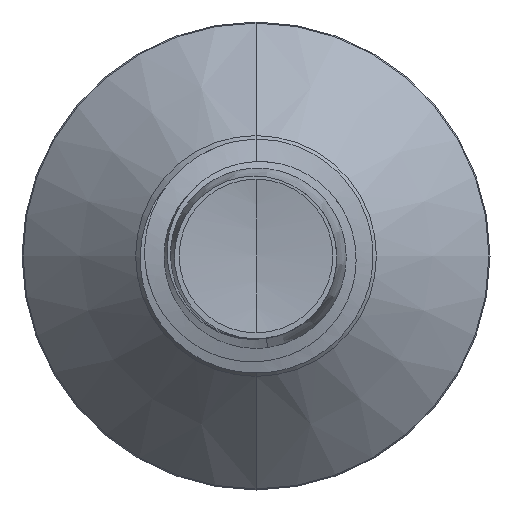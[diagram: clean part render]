
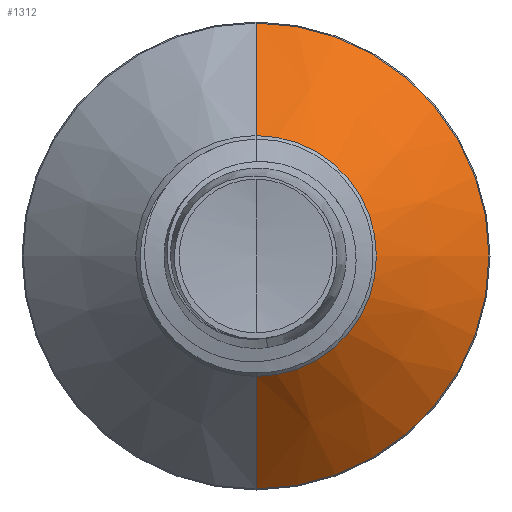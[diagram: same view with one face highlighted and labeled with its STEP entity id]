
A CAD part, front view. The second image highlights one B-rep face of the part: STEP entity #1312.
In plain terms, the highlighted conical face has half-angle 45 degrees and reference radius 3.088 mm.
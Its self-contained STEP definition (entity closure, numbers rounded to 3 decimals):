
#208 = CARTESIAN_POINT ( 'NONE',  ( 0., 2.239, -3.089 ) ) ;
#275 = EDGE_CURVE ( 'NONE', #1649, #1246, #4853, .T. ) ;
#315 = ORIENTED_EDGE ( 'NONE', *, *, #6366, .F. ) ;
#464 = AXIS2_PLACEMENT_3D ( 'NONE', #3291, #3252, #3235 ) ;
#504 = CARTESIAN_POINT ( 'NONE',  ( 0., 5.124, -5.974 ) ) ;
#738 = VERTEX_POINT ( 'NONE', #6614 ) ;
#1032 = LINE ( 'NONE', #7397, #3340 ) ;
#1246 = VERTEX_POINT ( 'NONE', #208 ) ;
#1312 = ADVANCED_FACE ( 'NONE', ( #4115 ), #8416, .T. ) ;
#1649 = VERTEX_POINT ( 'NONE', #10286 ) ;
#1850 = CARTESIAN_POINT ( 'NONE',  ( 0., 5.124, 0. ) ) ;
#1938 = DIRECTION ( 'NONE',  ( 0., 0.707, -0.707 ) ) ;
#2598 = AXIS2_PLACEMENT_3D ( 'NONE', #1850, #8128, #2809 ) ;
#2809 = DIRECTION ( 'NONE',  ( 0., 0., 1. ) ) ;
#3235 = DIRECTION ( 'NONE',  ( 0., 0., 1. ) ) ;
#3252 = DIRECTION ( 'NONE',  ( 0., 1., 0. ) ) ;
#3291 = CARTESIAN_POINT ( 'NONE',  ( 0., 2.239, 0. ) ) ;
#3340 = VECTOR ( 'NONE', #1938, 1000. ) ;
#4098 = DIRECTION ( 'NONE',  ( 0., 0., 1. ) ) ;
#4106 = DIRECTION ( 'NONE',  ( 0., 1., 0. ) ) ;
#4115 = FACE_OUTER_BOUND ( 'NONE', #9554, .T. ) ;
#4853 = CIRCLE ( 'NONE', #6142, 3.089 ) ;
#6075 = CARTESIAN_POINT ( 'NONE',  ( 0., 2.239, 0. ) ) ;
#6142 = AXIS2_PLACEMENT_3D ( 'NONE', #6075, #4106, #4098 ) ;
#6366 = EDGE_CURVE ( 'NONE', #1649, #738, #10632, .T. ) ;
#6614 = CARTESIAN_POINT ( 'NONE',  ( 0., 5.124, 5.974 ) ) ;
#6635 = VECTOR ( 'NONE', #8139, 1000. ) ;
#7340 = CARTESIAN_POINT ( 'NONE',  ( 0., 2.239, 3.089 ) ) ;
#7397 = CARTESIAN_POINT ( 'NONE',  ( 0., 2.239, -3.089 ) ) ;
#7886 = EDGE_CURVE ( 'NONE', #738, #9555, #8288, .T. ) ;
#8128 = DIRECTION ( 'NONE',  ( 0., 1., 0. ) ) ;
#8139 = DIRECTION ( 'NONE',  ( 0., 0.707, 0.707 ) ) ;
#8239 = EDGE_CURVE ( 'NONE', #1246, #9555, #1032, .T. ) ;
#8271 = ORIENTED_EDGE ( 'NONE', *, *, #7886, .F. ) ;
#8288 = CIRCLE ( 'NONE', #2598, 5.974 ) ;
#8416 = CONICAL_SURFACE ( 'NONE', #464, 3.089, 0.785 ) ;
#9554 = EDGE_LOOP ( 'NONE', ( #10875, #9944, #8271, #315 ) ) ;
#9555 = VERTEX_POINT ( 'NONE', #504 ) ;
#9944 = ORIENTED_EDGE ( 'NONE', *, *, #8239, .T. ) ;
#10286 = CARTESIAN_POINT ( 'NONE',  ( 0., 2.239, 3.089 ) ) ;
#10632 = LINE ( 'NONE', #7340, #6635 ) ;
#10875 = ORIENTED_EDGE ( 'NONE', *, *, #275, .T. ) ;
